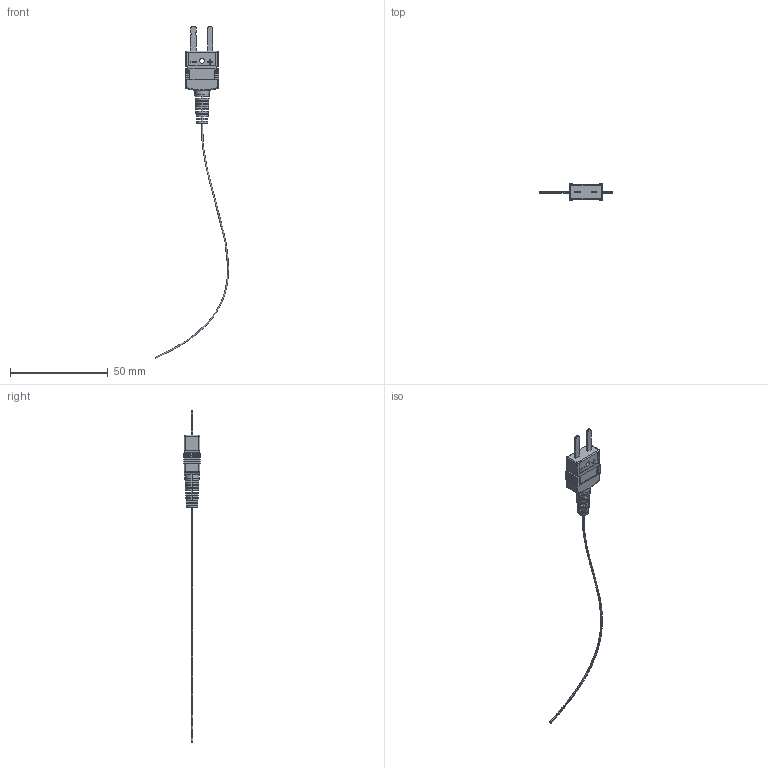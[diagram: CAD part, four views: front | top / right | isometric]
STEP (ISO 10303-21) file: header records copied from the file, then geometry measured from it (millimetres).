
FILE_DESCRIPTION (( 'STEP AP214' ), '1' );
FILE_NAME ('SRTC Thermocouple, T-Type.STEP', '2016-09-27T18:56:52', ( '' ), ( '' ), 'SwSTEP 2.0', 'SolidWorks 2016', '' );
FILE_SCHEMA (( 'AUTOMOTIVE_DESIGN' ));
Length unit declared in the file: millimetre
Products named in the file (1): SRTC Thermocouple, T-Type
Bounding box: 37.48 x 8.45 x 169.96 mm (x, y, z)
Volume: 2998.7 mm3; surface area: 2651.2 mm2
Topology: 1 solids, 1 shells, 294 faces, 806 edges, 522 vertices
Faces by surface type: plane 201, cylinder 73, sphere 8, bspline 6, torus 4, cone 2
Entity records: 10429 total; most frequent: CARTESIAN_POINT 2077, ORIENTED_EDGE 1596, DIRECTION 1546, EDGE_CURVE 798, LINE 540, VECTOR 540, VERTEX_POINT 522, AXIS2_PLACEMENT_3D 503
